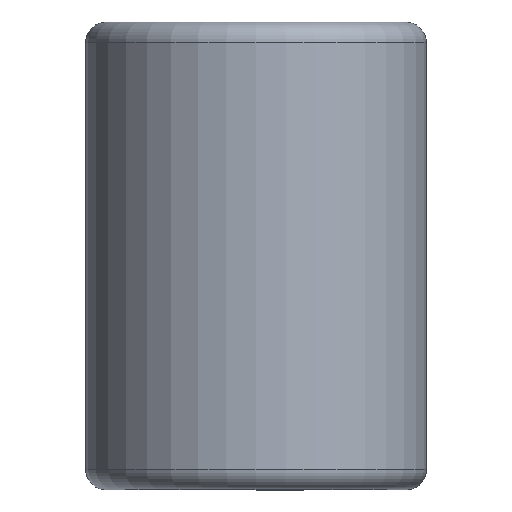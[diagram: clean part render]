
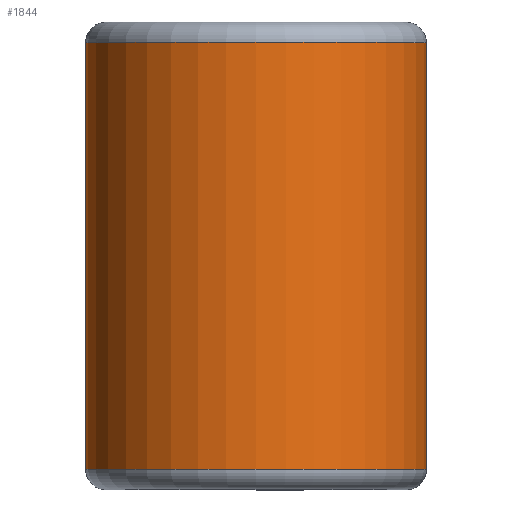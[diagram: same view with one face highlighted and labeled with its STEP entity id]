
A CAD part, top view. The second image highlights one B-rep face of the part: STEP entity #1844.
In plain terms, the highlighted cylindrical face has radius 6.363 mm (diameter 12.725 mm), a partial arc.
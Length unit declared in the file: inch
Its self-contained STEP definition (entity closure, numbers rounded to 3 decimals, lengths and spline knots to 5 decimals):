
#16 = LINE ( 'NONE', #158, #2005 ) ;
#81 = CIRCLE ( 'NONE', #1706, 0.2505 ) ;
#85 = CARTESIAN_POINT ( 'NONE',  ( 0., -0.31375, -0.2505 ) ) ;
#102 = ORIENTED_EDGE ( 'NONE', *, *, #1094, .F. ) ;
#158 = CARTESIAN_POINT ( 'NONE',  ( 0.2505, 0.31375, 0. ) ) ;
#289 = CARTESIAN_POINT ( 'NONE',  ( 0., 0.31375, -0.2505 ) ) ;
#437 = DIRECTION ( 'NONE',  ( 0., -1., 0. ) ) ;
#464 = DIRECTION ( 'NONE',  ( 0., 1., 0. ) ) ;
#511 = CIRCLE ( 'NONE', #1959, 0.2505 ) ;
#512 = LINE ( 'NONE', #1832, #2007 ) ;
#529 = DIRECTION ( 'NONE',  ( 0., 1., 0. ) ) ;
#598 = VERTEX_POINT ( 'NONE', #85 ) ;
#861 = EDGE_CURVE ( 'NONE', #598, #877, #512, .T. ) ;
#877 = VERTEX_POINT ( 'NONE', #289 ) ;
#887 = CARTESIAN_POINT ( 'NONE',  ( 0., -0.31375, 0. ) ) ;
#1076 = ORIENTED_EDGE ( 'NONE', *, *, #861, .F. ) ;
#1093 = DIRECTION ( 'NONE',  ( 0., 0., -1. ) ) ;
#1094 = EDGE_CURVE ( 'NONE', #2165, #598, #81, .T. ) ;
#1104 = CARTESIAN_POINT ( 'NONE',  ( 0., 0.31375, 0. ) ) ;
#1116 = EDGE_CURVE ( 'NONE', #2165, #1580, #16, .T. ) ;
#1120 = EDGE_CURVE ( 'NONE', #1580, #877, #511, .T. ) ;
#1191 = CARTESIAN_POINT ( 'NONE',  ( 0.2505, 0.31375, 0. ) ) ;
#1255 = ORIENTED_EDGE ( 'NONE', *, *, #1116, .T. ) ;
#1258 = EDGE_LOOP ( 'NONE', ( #1255, #1404, #1076, #102 ) ) ;
#1270 = CARTESIAN_POINT ( 'NONE',  ( 0.2505, -0.31375, 0. ) ) ;
#1302 = DIRECTION ( 'NONE',  ( 0., 0., -1. ) ) ;
#1404 = ORIENTED_EDGE ( 'NONE', *, *, #1120, .T. ) ;
#1580 = VERTEX_POINT ( 'NONE', #1191 ) ;
#1590 = AXIS2_PLACEMENT_3D ( 'NONE', #1990, #437, #1621 ) ;
#1618 = FACE_OUTER_BOUND ( 'NONE', #1258, .T. ) ;
#1621 = DIRECTION ( 'NONE',  ( 0., 0., -1. ) ) ;
#1706 = AXIS2_PLACEMENT_3D ( 'NONE', #887, #2235, #1093 ) ;
#1832 = CARTESIAN_POINT ( 'NONE',  ( 0., 0.31375, -0.2505 ) ) ;
#1844 = ADVANCED_FACE ( 'NONE', ( #1618 ), #2294, .T. ) ;
#1959 = AXIS2_PLACEMENT_3D ( 'NONE', #1104, #2418, #1302 ) ;
#1990 = CARTESIAN_POINT ( 'NONE',  ( 0., 0.3125, 0. ) ) ;
#2005 = VECTOR ( 'NONE', #529, 39.37008 ) ;
#2007 = VECTOR ( 'NONE', #464, 39.37008 ) ;
#2165 = VERTEX_POINT ( 'NONE', #1270 ) ;
#2235 = DIRECTION ( 'NONE',  ( 0., -1., 0. ) ) ;
#2294 = CYLINDRICAL_SURFACE ( 'NONE', #1590, 0.2505 ) ;
#2418 = DIRECTION ( 'NONE',  ( 0., -1., 0. ) ) ;
